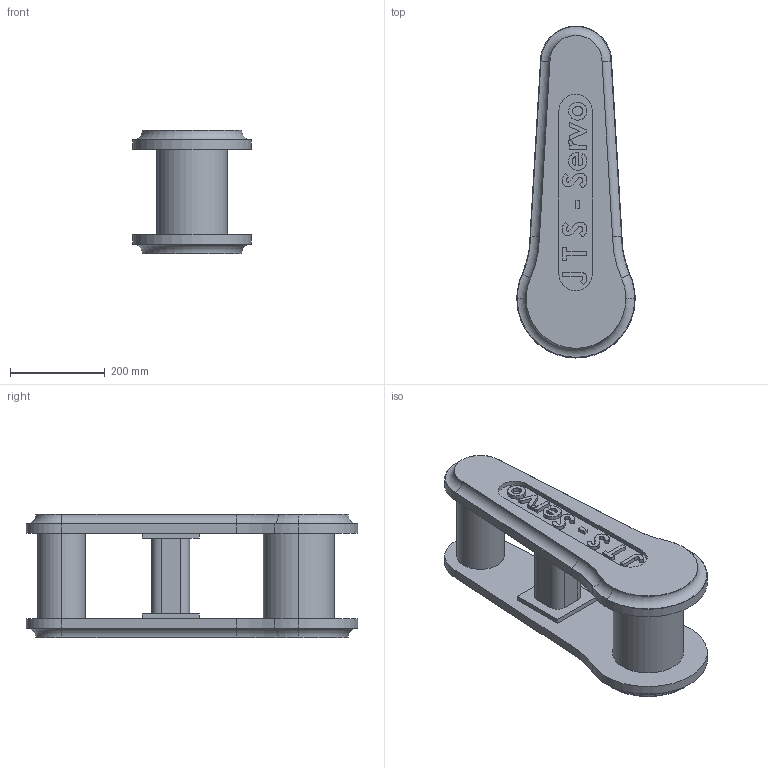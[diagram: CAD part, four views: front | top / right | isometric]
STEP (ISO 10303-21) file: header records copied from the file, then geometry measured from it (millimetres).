
FILE_DESCRIPTION (( 'STEP AP203' ), '1' );
FILE_NAME ('link2ARMCLIP_Default_sldprt.STEP', '2019-03-25T20:54:38', ( '' ), ( '' ), 'SwSTEP 2.0', 'SolidWorks 2018', '' );
FILE_SCHEMA (( 'CONFIG_CONTROL_DESIGN' ));
Length unit declared in the file: millimetre
Products named in the file (1): link2ARMCLIP_Default_sldprt
Bounding box: 250 x 700 x 260 mm (x, y, z)
Volume: 14649401.5 mm3; surface area: 758278.3 mm2
Topology: 1 solids, 1 shells, 192 faces, 496 edges, 324 vertices
Faces by surface type: plane 80, bspline 54, cylinder 42, torus 16
Entity records: 8749 total; most frequent: CARTESIAN_POINT 4279, ORIENTED_EDGE 992, DIRECTION 754, EDGE_CURVE 496, VERTEX_POINT 324, VECTOR 276, LINE 276, AXIS2_PLACEMENT_3D 239
